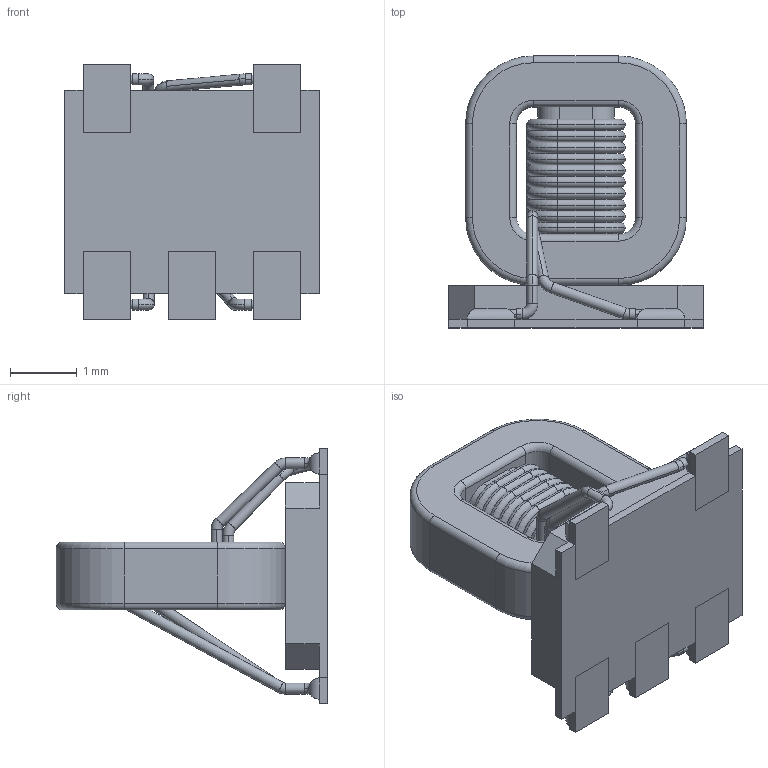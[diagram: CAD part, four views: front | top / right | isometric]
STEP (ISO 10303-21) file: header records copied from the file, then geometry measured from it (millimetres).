
FILE_DESCRIPTION (( 'STEP AP214' ), '1' );
FILE_NAME ('TC1-1-13M+.STEP', '2022-09-27T00:24:14', ( '' ), ( '' ), 'SwSTEP 2.0', 'SolidWorks 2017', '' );
FILE_SCHEMA (( 'AUTOMOTIVE_DESIGN' ));
Length unit declared in the file: inch
Products named in the file (1): TC1-1-13M+
Bounding box: 3.81 x 4.06 x 3.81 mm (x, y, z)
Volume: 16.4 mm3; surface area: 102.9 mm2
Topology: 18 solids, 18 shells, 388 faces, 885 edges, 517 vertices
Faces by surface type: cylinder 165, torus 121, plane 102
Entity records: 11424 total; most frequent: CARTESIAN_POINT 2216, DIRECTION 2073, ORIENTED_EDGE 1770, EDGE_CURVE 885, AXIS2_PLACEMENT_3D 842, VERTEX_POINT 517, CIRCLE 453, EDGE_LOOP 396
